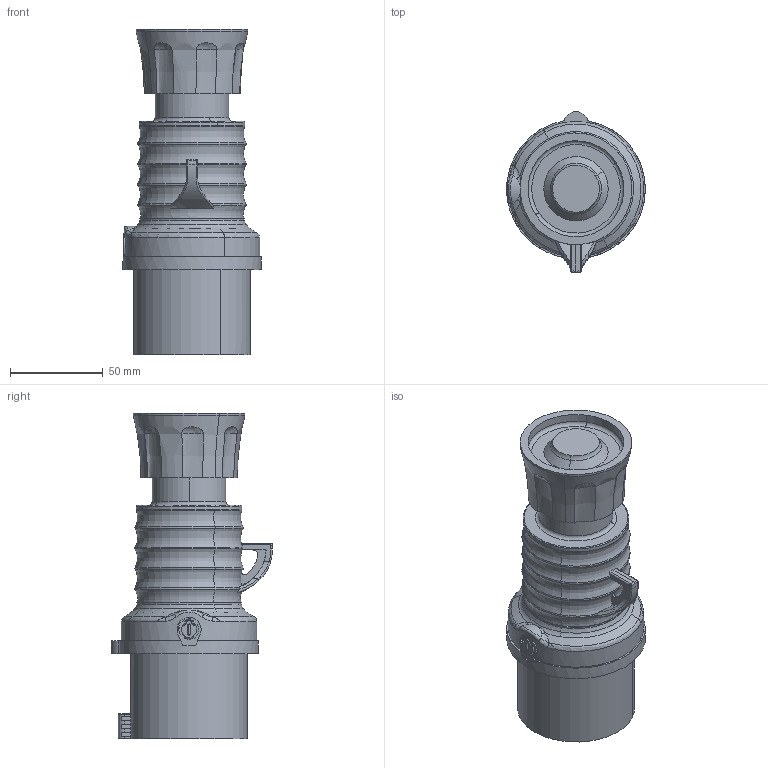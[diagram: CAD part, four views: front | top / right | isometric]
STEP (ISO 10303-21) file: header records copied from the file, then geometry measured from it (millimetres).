
FILE_DESCRIPTION((''),'2;1');
FILE_NAME('GW60020H_SW0001','2020-09-22T13:12:46',('User'),('Axiro Italia'),'CREO PARAMETRIC BY PTC INC, 2020074','CREO PARAMETRIC BY PTC INC, 2020074','');
FILE_SCHEMA(('CONFIG_CONTROL_DESIGN'));
Length unit declared in the file: millimetre
Products named in the file (1): GW60020H_SW0001
Bounding box: 74.79 x 86.85 x 175.78 mm (x, y, z)
Volume: 368386 mm3; surface area: 58727.6 mm2
Topology: 1 solids, 1 shells, 286 faces, 755 edges, 486 vertices
Faces by surface type: plane 99, cylinder 52, bspline 51, torus 42, cone 42
Entity records: 13130 total; most frequent: CARTESIAN_POINT 6422, ORIENTED_EDGE 1506, DIRECTION 1254, EDGE_CURVE 753, AXIS2_PLACEMENT_3D 511, VERTEX_POINT 486, EDGE_LOOP 305, FACE_OUTER_BOUND 286
